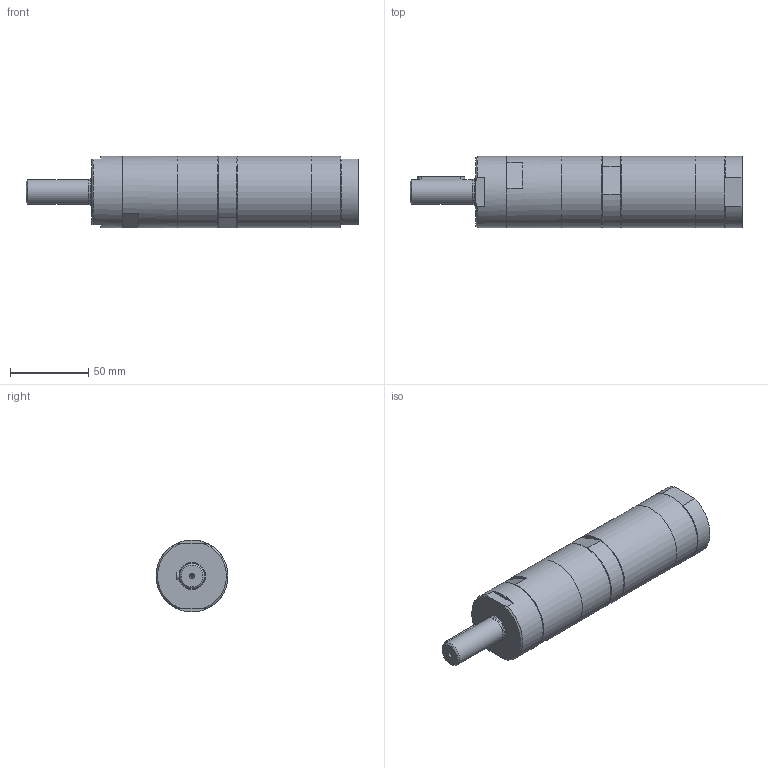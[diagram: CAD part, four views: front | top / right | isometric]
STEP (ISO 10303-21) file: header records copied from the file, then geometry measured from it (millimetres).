
FILE_DESCRIPTION((''),'2;1');
FILE_NAME('MUD 62-230_60025555.stp','2012-07-18T08:58:35',('ibasyouni'),(''),'Autodesk Inventor 2012','Autodesk Inventor 2012','');
FILE_SCHEMA(('AUTOMOTIVE_DESIGN { 1 0 10303 214 1 1 1 1 }'));
Length unit declared in the file: millimetre
Products named in the file (1): MUD 62-212
Bounding box: 212.5 x 46 x 46 mm (x, y, z)
Volume: 283320.1 mm3; surface area: 34242 mm2
Topology: 1 solids, 1 shells, 138 faces, 334 edges, 216 vertices
Faces by surface type: plane 94, cylinder 19, cone 18, bspline 7
Full cylindrical faces by diameter (mm): 1.6 x1, 11.445 x2, 16 x1, 16.95 x1, 17.5 x1, 18.631 x1, 38.16 x1, 46 x5
Entity records: 3884 total; most frequent: CARTESIAN_POINT 806, ORIENTED_EDGE 604, DIRECTION 598, EDGE_CURVE 302, VERTEX_POINT 208, VECTOR 206, LINE 206, AXIS2_PLACEMENT_3D 196
